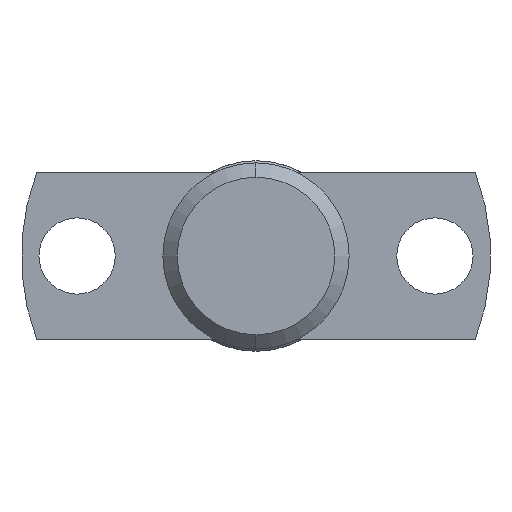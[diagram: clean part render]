
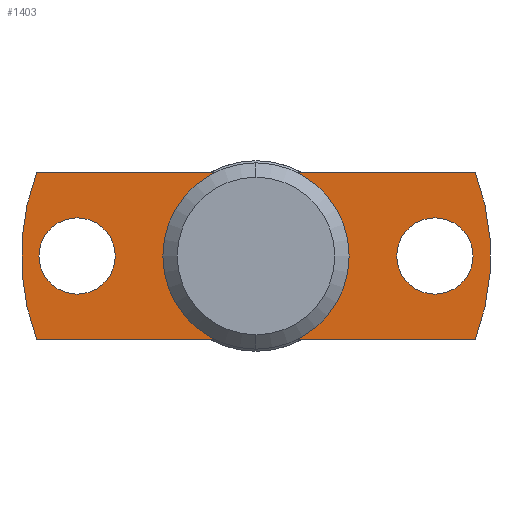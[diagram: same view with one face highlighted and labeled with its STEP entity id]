
A CAD part, front view. The second image highlights one B-rep face of the part: STEP entity #1403.
In plain terms, the highlighted planar face has unit normal (0, -1, 0).
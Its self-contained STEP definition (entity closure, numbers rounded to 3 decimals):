
#9 = EDGE_CURVE ( 'Defeature ausgef�hrt2_37+Defeature ausgef�hrt2_7+Defeature ausgef�hrt2_7+Defeature ausgef�hrt2_7', #1969, #1776, #3013, .T. ) ;
#38 = EDGE_CURVE ( 'Defeature ausgef�hrt2_38+Defeature ausgef�hrt2_7+Defeature ausgef�hrt2_7+Defeature ausgef�hrt2_7', #714, #1685, #2575, .T. ) ;
#43 = AXIS2_PLACEMENT_3D ( 'NONE', #464, #777, #2548 ) ;
#113 = CARTESIAN_POINT ( 'NONE',  ( -7.475, -5.6, -2.85 ) ) ;
#121 = CARTESIAN_POINT ( 'NONE',  ( -7.475, -5.6, 2.85 ) ) ;
#220 = CIRCLE ( 'NONE', #1977, 2.685 ) ;
#223 = LINE ( 'NONE', #2257, #3185 ) ;
#275 = CARTESIAN_POINT ( 'NONE',  ( 6.1, -5.6, 1.3 ) ) ;
#325 = CARTESIAN_POINT ( 'NONE',  ( 0., -5.6, 2.685 ) ) ;
#424 = LINE ( 'NONE', #733, #3860 ) ;
#442 = ORIENTED_EDGE ( 'NONE', *, *, #577, .T. ) ;
#443 = DIRECTION ( 'NONE',  ( 0., -1., 0. ) ) ;
#451 = VERTEX_POINT ( 'NONE', #1895 ) ;
#464 = CARTESIAN_POINT ( 'NONE',  ( 0., -5.6, 0. ) ) ;
#503 = CARTESIAN_POINT ( 'NONE',  ( 6.1, -5.6, 0. ) ) ;
#536 = EDGE_LOOP ( 'NONE', ( #3023, #1643 ) ) ;
#577 = EDGE_CURVE ( 'Defeature ausgef�hrt2_7+Defeature ausgef�hrt2_12+Defeature ausgef�hrt2_11+Defeature ausgef�hrt2_9', #1486, #2866, #424, .T. ) ;
#714 = VERTEX_POINT ( 'NONE', #3585 ) ;
#715 = DIRECTION ( 'NONE',  ( 1., 0., 0. ) ) ;
#733 = CARTESIAN_POINT ( 'NONE',  ( -7.475, -5.6, 2.85 ) ) ;
#738 = DIRECTION ( 'NONE',  ( 0., -1., 0. ) ) ;
#752 = CARTESIAN_POINT ( 'NONE',  ( 6.1, -5.6, 0. ) ) ;
#777 = DIRECTION ( 'NONE',  ( 0., -1., 0. ) ) ;
#798 = CARTESIAN_POINT ( 'NONE',  ( -6.1, -5.6, 0. ) ) ;
#800 = EDGE_CURVE ( 'Defeature ausgef�hrt2_7+Defeature ausgef�hrt2_11+Defeature ausgef�hrt2_10+Defeature ausgef�hrt2_12', #451, #1486, #3003, .T. ) ;
#855 = AXIS2_PLACEMENT_3D ( 'NONE', #3108, #3451, #1277 ) ;
#903 = VERTEX_POINT ( 'NONE', #113 ) ;
#962 = PLANE ( 'NONE',  #855 ) ;
#1034 = CARTESIAN_POINT ( 'NONE',  ( -6.1, -5.6, 0. ) ) ;
#1044 = EDGE_CURVE ( 'Defeature ausgef�hrt2_37+Defeature ausgef�hrt2_7+Defeature ausgef�hrt2_7+Defeature ausgef�hrt2_7', #1776, #1969, #2640, .T. ) ;
#1196 = EDGE_LOOP ( 'NONE', ( #1676, #1617, #2174, #442 ) ) ;
#1273 = AXIS2_PLACEMENT_3D ( 'NONE', #1925, #3158, #1327 ) ;
#1277 = DIRECTION ( 'NONE',  ( 0., 0., 1. ) ) ;
#1327 = DIRECTION ( 'NONE',  ( 0., 0., 1. ) ) ;
#1346 = VERTEX_POINT ( 'NONE', #1889 ) ;
#1380 = ORIENTED_EDGE ( 'NONE', *, *, #38, .F. ) ;
#1386 = EDGE_LOOP ( 'NONE', ( #1909, #1724 ) ) ;
#1393 = EDGE_CURVE ( 'Defeature ausgef�hrt2_7+Defeature ausgef�hrt2_1+Defeature ausgef�hrt2_1+Defeature ausgef�hrt2_1', #1346, #2829, #2741, .T. ) ;
#1403 = ADVANCED_FACE ( 'Defeature ausgef�hrt2_7', ( #2299, #1506, #2503, #2791 ), #962, .T. ) ;
#1473 = DIRECTION ( 'NONE',  ( 0., -1., 0. ) ) ;
#1486 = VERTEX_POINT ( 'NONE', #3859 ) ;
#1506 = FACE_BOUND ( 'NONE', #1386, .T. ) ;
#1521 = EDGE_CURVE ( 'Defeature ausgef�hrt2_7+Defeature ausgef�hrt2_9+Defeature ausgef�hrt2_12+Defeature ausgef�hrt2_10', #2866, #903, #3625, .T. ) ;
#1617 = ORIENTED_EDGE ( 'NONE', *, *, #3508, .T. ) ;
#1643 = ORIENTED_EDGE ( 'NONE', *, *, #3110, .T. ) ;
#1651 = DIRECTION ( 'NONE',  ( 0., 0., 1. ) ) ;
#1663 = DIRECTION ( 'NONE',  ( -1., 0., 0. ) ) ;
#1666 = DIRECTION ( 'NONE',  ( 0., 0., 1. ) ) ;
#1676 = ORIENTED_EDGE ( 'NONE', *, *, #1521, .T. ) ;
#1685 = VERTEX_POINT ( 'NONE', #3036 ) ;
#1724 = ORIENTED_EDGE ( 'NONE', *, *, #1044, .F. ) ;
#1743 = CARTESIAN_POINT ( 'NONE',  ( 0., -5.6, 0. ) ) ;
#1775 = DIRECTION ( 'NONE',  ( 0., 1., 0. ) ) ;
#1776 = VERTEX_POINT ( 'NONE', #275 ) ;
#1784 = AXIS2_PLACEMENT_3D ( 'NONE', #503, #3921, #2277 ) ;
#1889 = CARTESIAN_POINT ( 'NONE',  ( 0., -5.6, -2.685 ) ) ;
#1895 = CARTESIAN_POINT ( 'NONE',  ( 7.475, -5.6, -2.85 ) ) ;
#1909 = ORIENTED_EDGE ( 'NONE', *, *, #9, .F. ) ;
#1925 = CARTESIAN_POINT ( 'NONE',  ( 0., -5.6, 0. ) ) ;
#1969 = VERTEX_POINT ( 'NONE', #2642 ) ;
#1977 = AXIS2_PLACEMENT_3D ( 'NONE', #3642, #1775, #2957 ) ;
#2061 = EDGE_LOOP ( 'NONE', ( #1380, #3316 ) ) ;
#2119 = AXIS2_PLACEMENT_3D ( 'NONE', #798, #2319, #2308 ) ;
#2174 = ORIENTED_EDGE ( 'NONE', *, *, #800, .T. ) ;
#2257 = CARTESIAN_POINT ( 'NONE',  ( -7.475, -5.6, -2.85 ) ) ;
#2277 = DIRECTION ( 'NONE',  ( 0., 0., 1. ) ) ;
#2299 = FACE_BOUND ( 'NONE', #2061, .T. ) ;
#2308 = DIRECTION ( 'NONE',  ( 0., 0., 1. ) ) ;
#2319 = DIRECTION ( 'NONE',  ( 0., -1., 0. ) ) ;
#2359 = CIRCLE ( 'NONE', #2119, 1.3 ) ;
#2503 = FACE_BOUND ( 'NONE', #536, .T. ) ;
#2548 = DIRECTION ( 'NONE',  ( 0., 0., 1. ) ) ;
#2575 = CIRCLE ( 'NONE', #3236, 1.3 ) ;
#2640 = CIRCLE ( 'NONE', #1784, 1.3 ) ;
#2642 = CARTESIAN_POINT ( 'NONE',  ( 6.1, -5.6, -1.3 ) ) ;
#2741 = CIRCLE ( 'NONE', #1273, 2.685 ) ;
#2791 = FACE_OUTER_BOUND ( 'NONE', #1196, .T. ) ;
#2829 = VERTEX_POINT ( 'NONE', #325 ) ;
#2866 = VERTEX_POINT ( 'NONE', #121 ) ;
#2957 = DIRECTION ( 'NONE',  ( 0., 0., 1. ) ) ;
#3003 = CIRCLE ( 'NONE', #3146, 8. ) ;
#3013 = CIRCLE ( 'NONE', #3298, 1.3 ) ;
#3023 = ORIENTED_EDGE ( 'NONE', *, *, #1393, .T. ) ;
#3036 = CARTESIAN_POINT ( 'NONE',  ( -6.1, -5.6, 1.3 ) ) ;
#3108 = CARTESIAN_POINT ( 'NONE',  ( 0., -5.6, 0. ) ) ;
#3110 = EDGE_CURVE ( 'Defeature ausgef�hrt2_7+Defeature ausgef�hrt2_1+Defeature ausgef�hrt2_1+Defeature ausgef�hrt2_1', #2829, #1346, #220, .T. ) ;
#3146 = AXIS2_PLACEMENT_3D ( 'NONE', #1743, #1473, #3953 ) ;
#3158 = DIRECTION ( 'NONE',  ( 0., 1., 0. ) ) ;
#3185 = VECTOR ( 'NONE', #715, 1000. ) ;
#3236 = AXIS2_PLACEMENT_3D ( 'NONE', #1034, #443, #1651 ) ;
#3298 = AXIS2_PLACEMENT_3D ( 'NONE', #752, #738, #1666 ) ;
#3316 = ORIENTED_EDGE ( 'NONE', *, *, #3557, .F. ) ;
#3451 = DIRECTION ( 'NONE',  ( 0., -1., 0. ) ) ;
#3508 = EDGE_CURVE ( 'Defeature ausgef�hrt2_7+Defeature ausgef�hrt2_10+Defeature ausgef�hrt2_9+Defeature ausgef�hrt2_11', #903, #451, #223, .T. ) ;
#3557 = EDGE_CURVE ( 'Defeature ausgef�hrt2_38+Defeature ausgef�hrt2_7+Defeature ausgef�hrt2_7+Defeature ausgef�hrt2_7', #1685, #714, #2359, .T. ) ;
#3585 = CARTESIAN_POINT ( 'NONE',  ( -6.1, -5.6, -1.3 ) ) ;
#3625 = CIRCLE ( 'NONE', #43, 8. ) ;
#3642 = CARTESIAN_POINT ( 'NONE',  ( 0., -5.6, 0. ) ) ;
#3859 = CARTESIAN_POINT ( 'NONE',  ( 7.475, -5.6, 2.85 ) ) ;
#3860 = VECTOR ( 'NONE', #1663, 1000. ) ;
#3921 = DIRECTION ( 'NONE',  ( 0., -1., 0. ) ) ;
#3953 = DIRECTION ( 'NONE',  ( 0., 0., 1. ) ) ;
